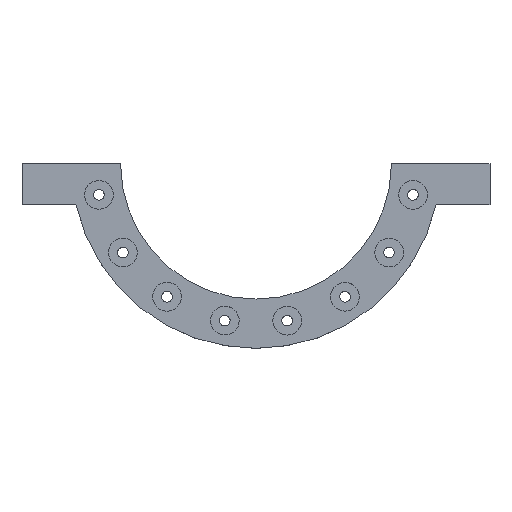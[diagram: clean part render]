
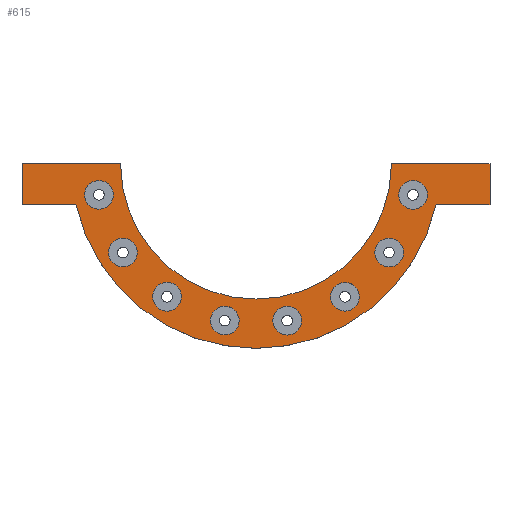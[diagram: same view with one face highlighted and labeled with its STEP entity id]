
A CAD part, top view. The second image highlights one B-rep face of the part: STEP entity #615.
In plain terms, the highlighted planar face has unit normal (0, 0, 1).
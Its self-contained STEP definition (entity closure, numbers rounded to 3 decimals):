
#27=FACE_BOUND('',#142,.T.);
#28=FACE_BOUND('',#143,.T.);
#29=FACE_BOUND('',#144,.T.);
#30=FACE_BOUND('',#145,.T.);
#31=FACE_BOUND('',#146,.T.);
#32=FACE_BOUND('',#147,.T.);
#33=FACE_BOUND('',#148,.T.);
#34=FACE_BOUND('',#149,.T.);
#57=PLANE('',#714);
#93=FACE_OUTER_BOUND('',#141,.T.);
#141=EDGE_LOOP('',(#529,#530,#531,#532,#533,#534,#535,#536));
#142=EDGE_LOOP('',(#537));
#143=EDGE_LOOP('',(#538));
#144=EDGE_LOOP('',(#539));
#145=EDGE_LOOP('',(#540));
#146=EDGE_LOOP('',(#541));
#147=EDGE_LOOP('',(#542));
#148=EDGE_LOOP('',(#543));
#149=EDGE_LOOP('',(#544));
#177=LINE('',#1028,#215);
#181=LINE('',#1036,#219);
#184=LINE('',#1042,#222);
#188=LINE('',#1054,#226);
#191=LINE('',#1060,#229);
#194=LINE('',#1066,#232);
#215=VECTOR('',#862,10.);
#219=VECTOR('',#868,10.);
#222=VECTOR('',#873,10.);
#226=VECTOR('',#885,10.);
#229=VECTOR('',#890,10.);
#232=VECTOR('',#895,10.);
#239=CIRCLE('',#647,17.5);
#243=CIRCLE('',#654,17.5);
#247=CIRCLE('',#661,17.5);
#251=CIRCLE('',#668,17.5);
#255=CIRCLE('',#675,17.5);
#259=CIRCLE('',#682,17.5);
#263=CIRCLE('',#689,17.5);
#267=CIRCLE('',#696,17.5);
#271=CIRCLE('',#706,225.);
#273=CIRCLE('',#712,165.);
#279=VERTEX_POINT('',#922);
#283=VERTEX_POINT('',#935);
#287=VERTEX_POINT('',#948);
#291=VERTEX_POINT('',#961);
#295=VERTEX_POINT('',#974);
#299=VERTEX_POINT('',#987);
#303=VERTEX_POINT('',#1000);
#307=VERTEX_POINT('',#1013);
#311=VERTEX_POINT('',#1026);
#312=VERTEX_POINT('',#1027);
#315=VERTEX_POINT('',#1035);
#317=VERTEX_POINT('',#1041);
#319=VERTEX_POINT('',#1047);
#321=VERTEX_POINT('',#1053);
#323=VERTEX_POINT('',#1059);
#325=VERTEX_POINT('',#1065);
#333=EDGE_CURVE('',#279,#279,#239,.T.);
#339=EDGE_CURVE('',#283,#283,#243,.T.);
#345=EDGE_CURVE('',#287,#287,#247,.T.);
#351=EDGE_CURVE('',#291,#291,#251,.T.);
#357=EDGE_CURVE('',#295,#295,#255,.T.);
#363=EDGE_CURVE('',#299,#299,#259,.T.);
#369=EDGE_CURVE('',#303,#303,#263,.T.);
#375=EDGE_CURVE('',#307,#307,#267,.T.);
#381=EDGE_CURVE('',#311,#312,#177,.T.);
#385=EDGE_CURVE('',#312,#315,#181,.T.);
#388=EDGE_CURVE('',#315,#317,#184,.T.);
#391=EDGE_CURVE('',#317,#319,#271,.T.);
#394=EDGE_CURVE('',#319,#321,#188,.T.);
#397=EDGE_CURVE('',#321,#323,#191,.T.);
#400=EDGE_CURVE('',#323,#325,#194,.T.);
#403=EDGE_CURVE('',#325,#311,#273,.T.);
#529=ORIENTED_EDGE('',*,*,#403,.T.);
#530=ORIENTED_EDGE('',*,*,#381,.T.);
#531=ORIENTED_EDGE('',*,*,#385,.T.);
#532=ORIENTED_EDGE('',*,*,#388,.T.);
#533=ORIENTED_EDGE('',*,*,#391,.T.);
#534=ORIENTED_EDGE('',*,*,#394,.T.);
#535=ORIENTED_EDGE('',*,*,#397,.T.);
#536=ORIENTED_EDGE('',*,*,#400,.T.);
#537=ORIENTED_EDGE('',*,*,#333,.T.);
#538=ORIENTED_EDGE('',*,*,#339,.T.);
#539=ORIENTED_EDGE('',*,*,#345,.T.);
#540=ORIENTED_EDGE('',*,*,#351,.T.);
#541=ORIENTED_EDGE('',*,*,#357,.T.);
#542=ORIENTED_EDGE('',*,*,#363,.T.);
#543=ORIENTED_EDGE('',*,*,#369,.T.);
#544=ORIENTED_EDGE('',*,*,#375,.T.);
#615=ADVANCED_FACE('',(#93,#27,#28,#29,#30,#31,#32,#33,#34),#57,.T.);
#647=AXIS2_PLACEMENT_3D('',#923,#734,#735);
#654=AXIS2_PLACEMENT_3D('',#936,#750,#751);
#661=AXIS2_PLACEMENT_3D('',#949,#766,#767);
#668=AXIS2_PLACEMENT_3D('',#962,#782,#783);
#675=AXIS2_PLACEMENT_3D('',#975,#798,#799);
#682=AXIS2_PLACEMENT_3D('',#988,#814,#815);
#689=AXIS2_PLACEMENT_3D('',#1001,#830,#831);
#696=AXIS2_PLACEMENT_3D('',#1014,#846,#847);
#706=AXIS2_PLACEMENT_3D('',#1048,#878,#879);
#712=AXIS2_PLACEMENT_3D('',#1071,#900,#901);
#714=AXIS2_PLACEMENT_3D('',#1073,#904,#905);
#734=DIRECTION('center_axis',(0.,0.,-1.));
#735=DIRECTION('ref_axis',(0.,-1.,0.));
#750=DIRECTION('center_axis',(0.,0.,-1.));
#751=DIRECTION('ref_axis',(0.383,-0.924,0.));
#766=DIRECTION('center_axis',(0.,0.,-1.));
#767=DIRECTION('ref_axis',(0.707,-0.707,0.));
#782=DIRECTION('center_axis',(0.,0.,-1.));
#783=DIRECTION('ref_axis',(0.924,-0.383,0.));
#798=DIRECTION('center_axis',(0.,0.,-1.));
#799=DIRECTION('ref_axis',(0.924,0.383,0.));
#814=DIRECTION('center_axis',(0.,0.,-1.));
#815=DIRECTION('ref_axis',(0.707,0.707,0.));
#830=DIRECTION('center_axis',(0.,0.,-1.));
#831=DIRECTION('ref_axis',(0.383,0.924,0.));
#846=DIRECTION('center_axis',(0.,0.,-1.));
#847=DIRECTION('ref_axis',(1.,0.,0.));
#862=DIRECTION('',(-1.,0.,0.));
#868=DIRECTION('',(0.,-1.,0.));
#873=DIRECTION('',(1.,0.,0.));
#878=DIRECTION('center_axis',(0.,0.,1.));
#879=DIRECTION('ref_axis',(1.,0.,0.));
#885=DIRECTION('',(1.,0.,0.));
#890=DIRECTION('',(0.,1.,0.));
#895=DIRECTION('',(-1.,0.,0.));
#900=DIRECTION('center_axis',(0.,0.,-1.));
#901=DIRECTION('ref_axis',(-1.,0.,0.));
#904=DIRECTION('center_axis',(0.,0.,1.));
#905=DIRECTION('ref_axis',(1.,0.,0.));
#922=CARTESIAN_POINT('',(-191.253,-20.543,0.));
#923=CARTESIAN_POINT('Origin',(-191.253,-38.043,0.));
#935=CARTESIAN_POINT('',(-168.834,-92.168,0.));
#936=CARTESIAN_POINT('Origin',(-162.137,-108.336,0.));
#948=CARTESIAN_POINT('',(-120.711,-149.762,0.));
#949=CARTESIAN_POINT('Origin',(-108.336,-162.137,0.));
#961=CARTESIAN_POINT('',(-54.211,-184.556,0.));
#962=CARTESIAN_POINT('Origin',(-38.043,-191.253,0.));
#974=CARTESIAN_POINT('',(92.168,-168.834,0.));
#975=CARTESIAN_POINT('Origin',(108.336,-162.137,0.));
#987=CARTESIAN_POINT('',(149.762,-120.711,0.));
#988=CARTESIAN_POINT('Origin',(162.137,-108.336,0.));
#1000=CARTESIAN_POINT('',(184.556,-54.211,0.));
#1001=CARTESIAN_POINT('Origin',(191.253,-38.043,0.));
#1013=CARTESIAN_POINT('',(20.543,-191.253,0.));
#1014=CARTESIAN_POINT('Origin',(38.043,-191.253,0.));
#1026=CARTESIAN_POINT('',(-165.,0.,0.));
#1027=CARTESIAN_POINT('',(-285.,0.,0.));
#1028=CARTESIAN_POINT('',(-165.,0.,0.));
#1035=CARTESIAN_POINT('',(-285.,-50.,0.));
#1036=CARTESIAN_POINT('',(-285.,0.,0.));
#1041=CARTESIAN_POINT('',(-219.374,-50.,0.));
#1042=CARTESIAN_POINT('',(-285.,-50.,0.));
#1047=CARTESIAN_POINT('',(219.374,-50.,0.));
#1048=CARTESIAN_POINT('Origin',(0.,0.,0.));
#1053=CARTESIAN_POINT('',(285.,-50.,0.));
#1054=CARTESIAN_POINT('',(219.374,-50.,0.));
#1059=CARTESIAN_POINT('',(285.,0.,0.));
#1060=CARTESIAN_POINT('',(285.,-50.,0.));
#1065=CARTESIAN_POINT('',(165.,0.,0.));
#1066=CARTESIAN_POINT('',(285.,0.,0.));
#1071=CARTESIAN_POINT('Origin',(0.,0.,0.));
#1073=CARTESIAN_POINT('Origin',(0.,-112.5,0.));
